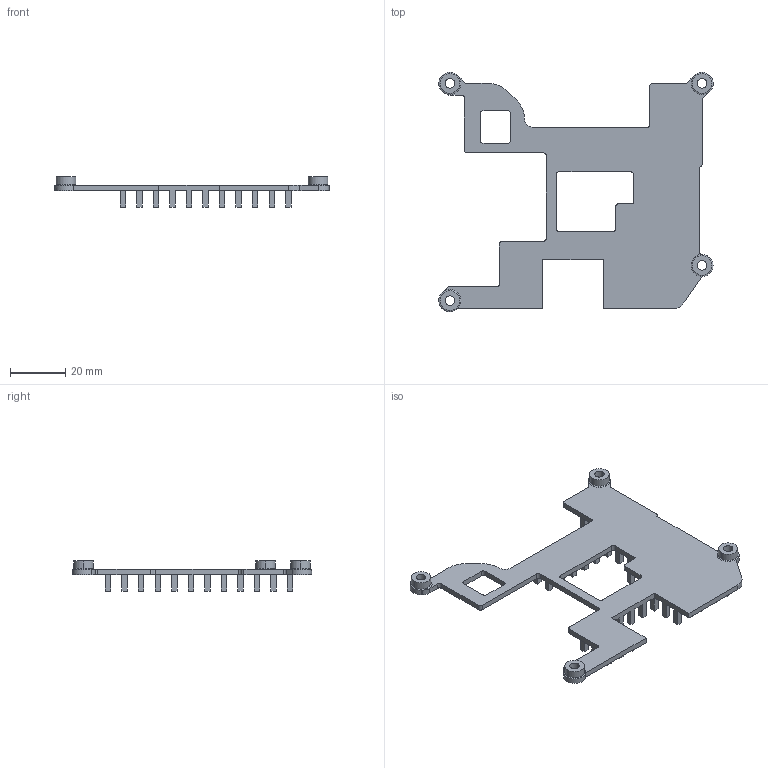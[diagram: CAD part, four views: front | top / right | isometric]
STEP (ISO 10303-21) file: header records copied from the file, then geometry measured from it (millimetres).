
FILE_DESCRIPTION((''),'2;1');
FILE_NAME('027-COMHS2-TN21','2022-02-25T',('designer'),(''),'CREO PARAMETRIC BY PTC INC, 2016130','CREO PARAMETRIC BY PTC INC, 2016130','');
FILE_SCHEMA(('CONFIG_CONTROL_DESIGN'));
Length unit declared in the file: millimetre
Products named in the file (1): 027-COMHS2-TN21
Bounding box: 99.44 x 86.73 x 10.95 mm (x, y, z)
Volume: 10008.3 mm3; surface area: 13218.7 mm2
Topology: 1 solids, 1 shells, 424 faces, 1064 edges, 702 vertices
Faces by surface type: plane 364, cylinder 52, cone 8
Entity records: 12552 total; most frequent: CARTESIAN_POINT 2194, ORIENTED_EDGE 2128, DIRECTION 2027, EDGE_CURVE 1064, VECTOR 947, LINE 947, VERTEX_POINT 702, AXIS2_PLACEMENT_3D 540
